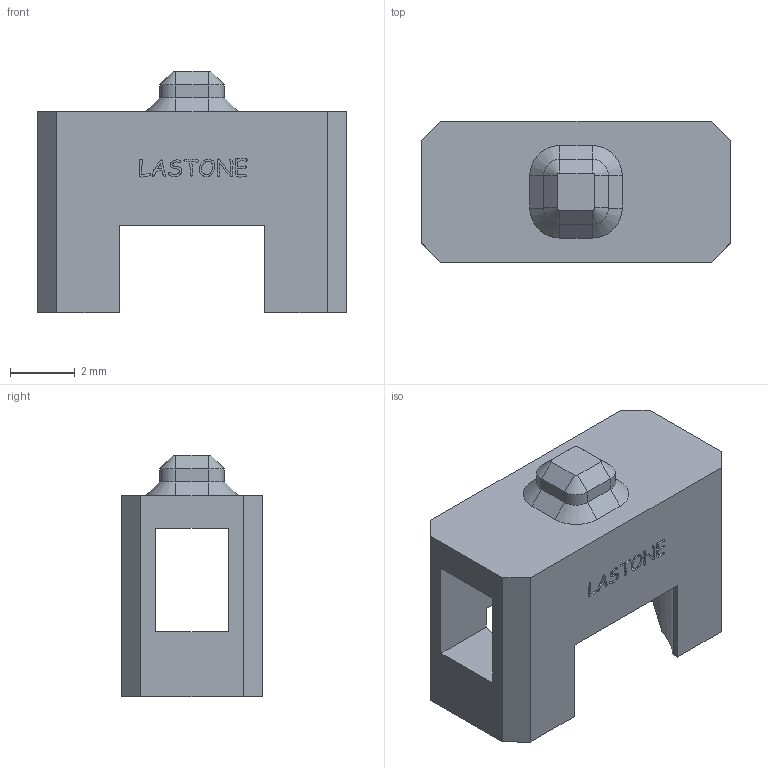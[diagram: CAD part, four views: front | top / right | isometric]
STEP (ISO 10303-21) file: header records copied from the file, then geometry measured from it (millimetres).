
FILE_DESCRIPTION(/* description */ (''),/* implementation_level */ '2;1');
FILE_NAME(/* name */ 'pin_1.25mm tip.step',/* time_stamp */ '2022-09-25T14:15:46-07:00',/* author */ (''),/* organization */ (''),/* preprocessor_version */ 'ST-DEVELOPER v19',/* originating_system */ 'Autodesk Translation Framework v11.7.0.108',/* authorisation */ '');
FILE_SCHEMA (('AUTOMOTIVE_DESIGN { 1 0 10303 214 3 1 1 }'));
Length unit declared in the file: millimetre
Products named in the file (1): pin_1.25mm tip
Bounding box: 9.53 x 4.35 x 7.45 mm (x, y, z)
Volume: 132.5 mm3; surface area: 310.7 mm2
Topology: 1 solids, 1 shells, 475 faces, 1355 edges, 898 vertices
Faces by surface type: bspline 371, plane 86, cone 10, cylinder 8
Entity records: 18927 total; most frequent: CARTESIAN_POINT 9058, ORIENTED_EDGE 2710, EDGE_CURVE 1355, VERTEX_POINT 898, DIRECTION 853, B_SPLINE_CURVE_WITH_KNOTS 746, LINE 575, VECTOR 575
